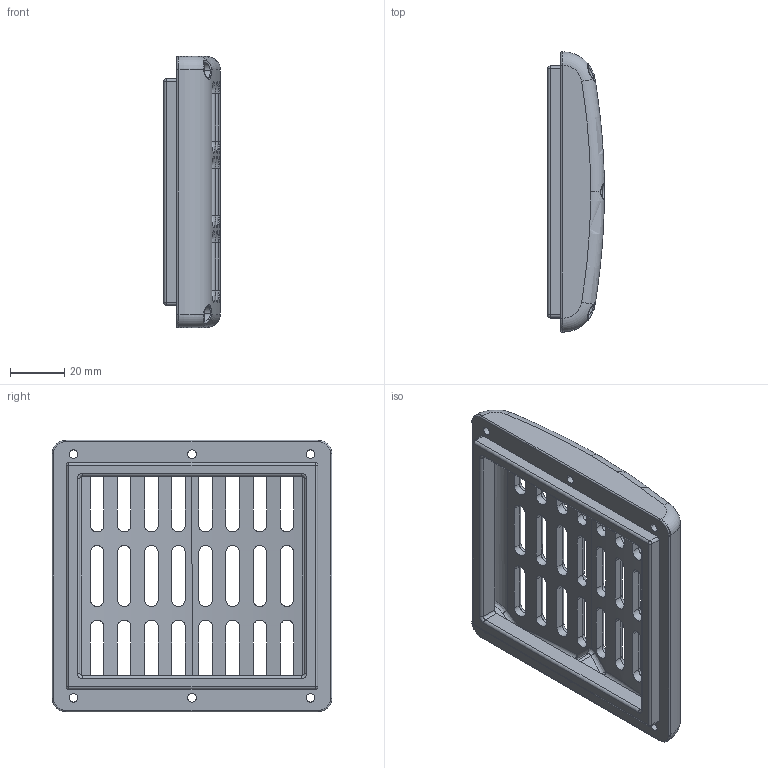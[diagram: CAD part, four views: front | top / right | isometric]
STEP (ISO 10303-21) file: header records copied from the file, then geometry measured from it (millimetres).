
FILE_DESCRIPTION (( 'STEP AP214' ), '1' );
FILE_NAME ('KneeBack.STEP', '2017-04-13T13:01:47', ( '' ), ( '' ), 'SwSTEP 2.0', 'SolidWorks 2016', '' );
FILE_SCHEMA (( 'AUTOMOTIVE_DESIGN' ));
Length unit declared in the file: millimetre
Products named in the file (2): KneeBack
Bounding box: 20.9 x 103.2 x 100 mm (x, y, z)
Volume: 61302.9 mm3; surface area: 34383 mm2
Topology: 1 solids, 1 shells, 414 faces, 1015 edges, 598 vertices
Faces by surface type: cylinder 201, bspline 82, plane 81, sphere 28, torus 22
Entity records: 23294 total; most frequent: CARTESIAN_POINT 14046, ORIENTED_EDGE 2006, DIRECTION 1811, EDGE_CURVE 1003, AXIS2_PLACEMENT_3D 705, VERTEX_POINT 594, EDGE_LOOP 477, FACE_OUTER_BOUND 414
